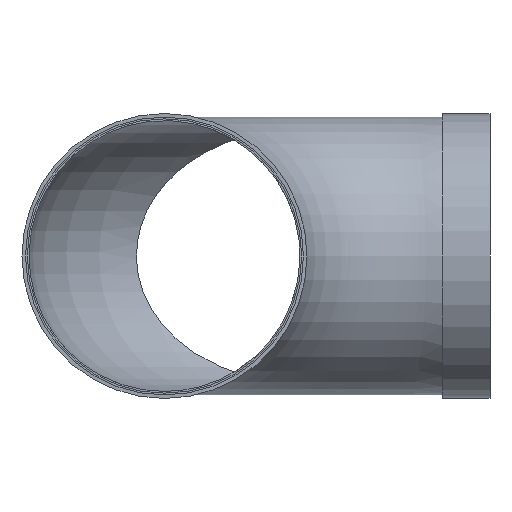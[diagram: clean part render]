
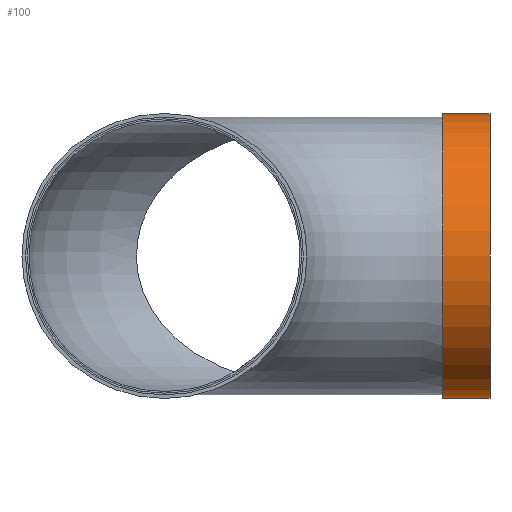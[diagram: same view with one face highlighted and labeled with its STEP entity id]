
A CAD part, left-side view. The second image highlights one B-rep face of the part: STEP entity #100.
In plain terms, the highlighted cylindrical face has radius 161.5 mm (diameter 323 mm), a full revolution.
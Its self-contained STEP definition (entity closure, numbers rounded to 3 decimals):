
#100 = ADVANCED_FACE( '', ( #207, #208 ), #209, .T. );
#207 = FACE_OUTER_BOUND( '', #313, .T. );
#208 = FACE_OUTER_BOUND( '', #314, .T. );
#209 = CYLINDRICAL_SURFACE( '', #315, 161.5 );
#313 = EDGE_LOOP( '', ( #443 ) );
#314 = EDGE_LOOP( '', ( #444 ) );
#315 = AXIS2_PLACEMENT_3D( '', #445, #446, #447 );
#443 = ORIENTED_EDGE( '', *, *, #523, .T. );
#444 = ORIENTED_EDGE( '', *, *, #499, .F. );
#445 = CARTESIAN_POINT( '', ( 0., 0., 0. ) );
#446 = DIRECTION( '', ( 0., 1., 0. ) );
#447 = DIRECTION( '', ( 0., 0., -1. ) );
#499 = EDGE_CURVE( '', #552, #552, #553, .T. );
#523 = EDGE_CURVE( '', #590, #590, #591, .T. );
#552 = VERTEX_POINT( '', #627 );
#553 = CIRCLE( '', #628, 161.5 );
#590 = VERTEX_POINT( '', #1483 );
#591 = CIRCLE( '', #1484, 161.5 );
#627 = CARTESIAN_POINT( '', ( 0., 0., -161.5 ) );
#628 = AXIS2_PLACEMENT_3D( '', #1714, #1715, #1716 );
#1483 = CARTESIAN_POINT( '', ( 0., 54., -161.5 ) );
#1484 = AXIS2_PLACEMENT_3D( '', #1747, #1748, #1749 );
#1714 = CARTESIAN_POINT( '', ( 0., 0., 0. ) );
#1715 = DIRECTION( '', ( 0., -1., 0. ) );
#1716 = DIRECTION( '', ( 0., 0., -1. ) );
#1747 = CARTESIAN_POINT( '', ( 0., 54., 0. ) );
#1748 = DIRECTION( '', ( 0., -1., 0. ) );
#1749 = DIRECTION( '', ( 0., 0., -1. ) );
